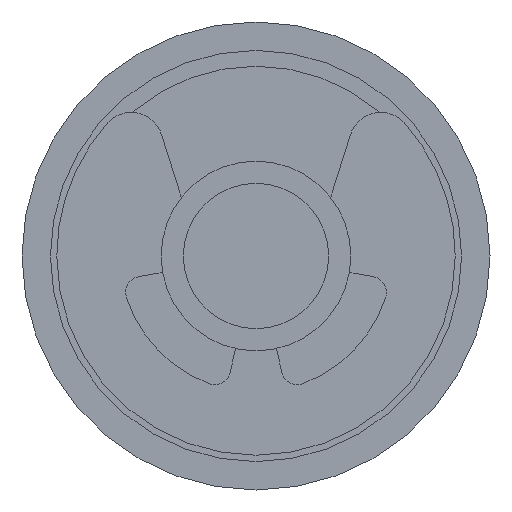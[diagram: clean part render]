
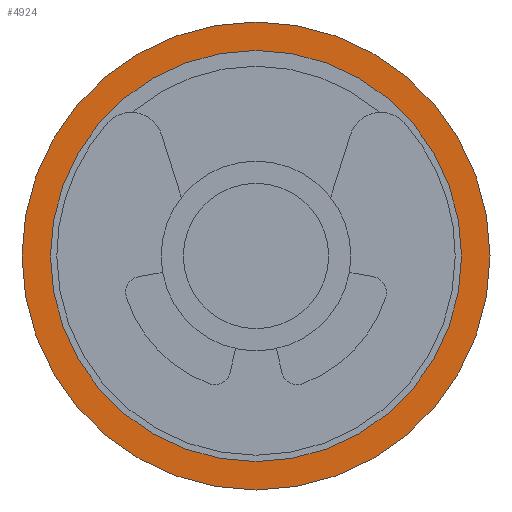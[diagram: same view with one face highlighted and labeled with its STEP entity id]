
A CAD part, front view. The second image highlights one B-rep face of the part: STEP entity #4924.
In plain terms, the highlighted planar face has unit normal (0, -1, 0).
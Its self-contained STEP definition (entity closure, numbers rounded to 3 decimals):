
#237 = ORIENTED_EDGE ( 'NONE', *, *, #759, .F. ) ;
#586 = CIRCLE ( 'NONE', #1473, 2.75 ) ;
#759 = EDGE_CURVE ( 'Defeature ausgef�hrt1_11+Defeature ausgef�hrt1_10+Defeature ausgef�hrt1_10+Defeature ausgef�hrt1_10', #4884, #1816, #5755, .T. ) ;
#769 = EDGE_LOOP ( 'NONE', ( #7686, #5922 ) ) ;
#961 = DIRECTION ( 'NONE',  ( 0., 0., 1. ) ) ;
#1171 = CARTESIAN_POINT ( 'NONE',  ( 0., 11., 0. ) ) ;
#1255 = CIRCLE ( 'NONE', #6838, 3.7 ) ;
#1382 = AXIS2_PLACEMENT_3D ( 'NONE', #1171, #3142, #6931 ) ;
#1473 = AXIS2_PLACEMENT_3D ( 'NONE', #3517, #5883, #6591 ) ;
#1701 = AXIS2_PLACEMENT_3D ( 'NONE', #6273, #6360, #2097 ) ;
#1816 = VERTEX_POINT ( 'NONE', #2247 ) ;
#2097 = DIRECTION ( 'NONE',  ( 0., 0., 1. ) ) ;
#2247 = CARTESIAN_POINT ( 'NONE',  ( 0., 11., 3.7 ) ) ;
#2354 = EDGE_CURVE ( 'Defeature ausgef�hrt1_16+Defeature ausgef�hrt1_10+Defeature ausgef�hrt1_10+Defeature ausgef�hrt1_10', #5987, #7624, #2923, .T. ) ;
#2633 = PLANE ( 'NONE',  #3797 ) ;
#2923 = CIRCLE ( 'NONE', #1382, 2.75 ) ;
#3142 = DIRECTION ( 'NONE',  ( 0., -1., 0. ) ) ;
#3252 = CARTESIAN_POINT ( 'NONE',  ( 0., 11., -3.7 ) ) ;
#3424 = DIRECTION ( 'NONE',  ( 0., 1., 0. ) ) ;
#3517 = CARTESIAN_POINT ( 'NONE',  ( 0., 11., 0. ) ) ;
#3566 = FACE_OUTER_BOUND ( 'NONE', #6080, .T. ) ;
#3797 = AXIS2_PLACEMENT_3D ( 'NONE', #6345, #5893, #7812 ) ;
#3837 = ORIENTED_EDGE ( 'NONE', *, *, #4973, .F. ) ;
#4146 = FACE_BOUND ( 'NONE', #769, .T. ) ;
#4884 = VERTEX_POINT ( 'NONE', #3252 ) ;
#4924 = ADVANCED_FACE ( 'Defeature ausgef�hrt1_10', ( #3566, #4146 ), #2633, .F. ) ;
#4973 = EDGE_CURVE ( 'Defeature ausgef�hrt1_11+Defeature ausgef�hrt1_10+Defeature ausgef�hrt1_10+Defeature ausgef�hrt1_10', #1816, #4884, #1255, .T. ) ;
#5517 = CARTESIAN_POINT ( 'NONE',  ( 0., 11., -2.75 ) ) ;
#5755 = CIRCLE ( 'NONE', #1701, 3.7 ) ;
#5883 = DIRECTION ( 'NONE',  ( 0., -1., 0. ) ) ;
#5893 = DIRECTION ( 'NONE',  ( 0., 1., 0. ) ) ;
#5922 = ORIENTED_EDGE ( 'NONE', *, *, #2354, .F. ) ;
#5987 = VERTEX_POINT ( 'NONE', #6926 ) ;
#6080 = EDGE_LOOP ( 'NONE', ( #237, #3837 ) ) ;
#6273 = CARTESIAN_POINT ( 'NONE',  ( 0., 11., 0. ) ) ;
#6345 = CARTESIAN_POINT ( 'NONE',  ( 0., 11., 0. ) ) ;
#6360 = DIRECTION ( 'NONE',  ( 0., 1., 0. ) ) ;
#6489 = CARTESIAN_POINT ( 'NONE',  ( 0., 11., 0. ) ) ;
#6514 = EDGE_CURVE ( 'Defeature ausgef�hrt1_16+Defeature ausgef�hrt1_10+Defeature ausgef�hrt1_10+Defeature ausgef�hrt1_10', #7624, #5987, #586, .T. ) ;
#6591 = DIRECTION ( 'NONE',  ( 0., 0., -1. ) ) ;
#6838 = AXIS2_PLACEMENT_3D ( 'NONE', #6489, #3424, #961 ) ;
#6926 = CARTESIAN_POINT ( 'NONE',  ( 0., 11., 2.75 ) ) ;
#6931 = DIRECTION ( 'NONE',  ( 0., 0., -1. ) ) ;
#7624 = VERTEX_POINT ( 'NONE', #5517 ) ;
#7686 = ORIENTED_EDGE ( 'NONE', *, *, #6514, .F. ) ;
#7812 = DIRECTION ( 'NONE',  ( 0., 0., 1. ) ) ;
